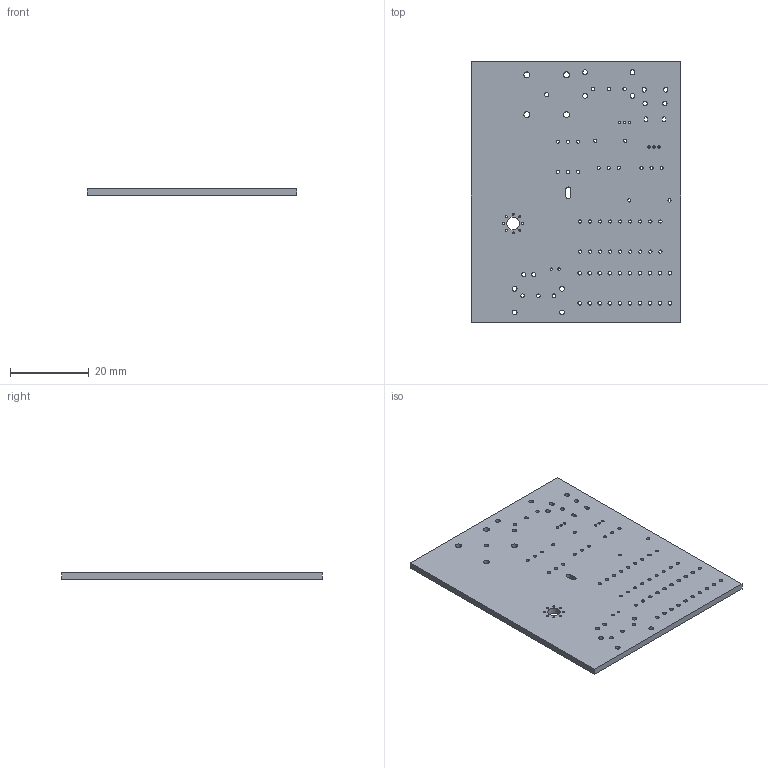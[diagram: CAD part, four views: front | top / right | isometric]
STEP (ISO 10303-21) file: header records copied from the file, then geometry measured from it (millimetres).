
FILE_DESCRIPTION(('KiCad electronic assembly'),'2;1');
FILE_NAME('swmeter.step','2023-10-13T17:52:03',('Pcbnew'),('Kicad'), 'Open CASCADE STEP processor 7.6','KiCad to STEP converter','Unknown' );
FILE_SCHEMA(('AUTOMOTIVE_DESIGN { 1 0 10303 214 1 1 1 1 }'));
Length unit declared in the file: millimetre
Products named in the file (2): swmeter 1; swmeter PCB
Assembly tree (1 placements, depth 2):
  swmeter 1
    swmeter PCB
Bounding box: 52.98 x 65.98 x 1.6 mm (x, y, z)
Volume: 5474.6 mm3; surface area: 7681.6 mm2
Topology: 1 solids, 1 shells, 120 faces, 354 edges, 236 vertices
Faces by surface type: cylinder 104, plane 16
Full cylindrical faces by diameter (mm): 0.5 x8, 0.6 x2, 0.65 x6, 0.8 x34, 0.9 x6, 0.914 x20, 1 x2, 1.1 x3, 1.2 x8, 1.5 x4, 3.2 x1
Entity records: 9171 total; most frequent: DIRECTION 1514, CARTESIAN_POINT 1420, ORIENTED_EDGE 708, PCURVE 708, DEFINITIONAL_REPRESENTATION 708, LINE 646, VECTOR 646, CIRCLE 416
